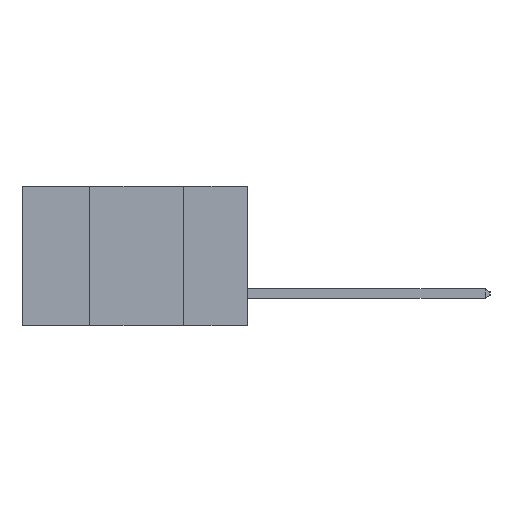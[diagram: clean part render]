
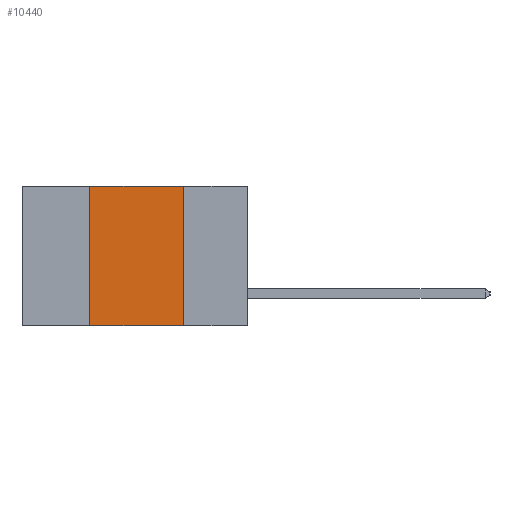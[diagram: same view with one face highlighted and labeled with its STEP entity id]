
A CAD part, left-side view. The second image highlights one B-rep face of the part: STEP entity #10440.
In plain terms, the highlighted planar face has unit normal (-1, 0, 0).
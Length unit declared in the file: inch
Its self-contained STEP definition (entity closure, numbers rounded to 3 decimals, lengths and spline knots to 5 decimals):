
#217 = VERTEX_POINT ( 'NONE', #2327 ) ;
#236 = DIRECTION ( 'NONE',  ( 0., 0., -1. ) ) ;
#272 = DIRECTION ( 'NONE',  ( 1., 0., 0. ) ) ;
#366 = PLANE ( 'NONE',  #17425 ) ;
#541 = CARTESIAN_POINT ( 'NONE',  ( 0., 0.6, 0. ) ) ;
#602 = VERTEX_POINT ( 'NONE', #21083 ) ;
#1235 = EDGE_LOOP ( 'NONE', ( #22363, #18694, #22928, #7794 ) ) ;
#1882 = CARTESIAN_POINT ( 'NONE',  ( 0., 0.17, -0.37 ) ) ;
#2327 = CARTESIAN_POINT ( 'NONE',  ( 0., 0.42, 0. ) ) ;
#3152 = DIRECTION ( 'NONE',  ( 0., -1., 0. ) ) ;
#5900 = CARTESIAN_POINT ( 'NONE',  ( 0., 0.42, -0.37 ) ) ;
#7133 = LINE ( 'NONE', #8800, #15503 ) ;
#7794 = ORIENTED_EDGE ( 'NONE', *, *, #16607, .T. ) ;
#8800 = CARTESIAN_POINT ( 'NONE',  ( 0., 0.6, 0. ) ) ;
#9496 = EDGE_CURVE ( 'NONE', #14340, #217, #20822, .T. ) ;
#10440 = ADVANCED_FACE ( 'NONE', ( #23790 ), #366, .F. ) ;
#11168 = VECTOR ( 'NONE', #15431, 39.37008 ) ;
#11219 = DIRECTION ( 'NONE',  ( 0., 0., 1. ) ) ;
#11375 = CARTESIAN_POINT ( 'NONE',  ( 0., 0.42, -0.37 ) ) ;
#11749 = VECTOR ( 'NONE', #3152, 39.37008 ) ;
#12333 = LINE ( 'NONE', #16620, #11749 ) ;
#12366 = LINE ( 'NONE', #1882, #11168 ) ;
#14340 = VERTEX_POINT ( 'NONE', #5900 ) ;
#15431 = DIRECTION ( 'NONE',  ( 0., 0., -1. ) ) ;
#15503 = VECTOR ( 'NONE', #18183, 39.37008 ) ;
#15960 = VECTOR ( 'NONE', #11219, 39.37008 ) ;
#16607 = EDGE_CURVE ( 'NONE', #14340, #602, #12333, .T. ) ;
#16620 = CARTESIAN_POINT ( 'NONE',  ( 0., 0.6, -0.37 ) ) ;
#17425 = AXIS2_PLACEMENT_3D ( 'NONE', #541, #272, #236 ) ;
#17538 = EDGE_CURVE ( 'NONE', #217, #19972, #7133, .T. ) ;
#18183 = DIRECTION ( 'NONE',  ( 0., -1., 0. ) ) ;
#18694 = ORIENTED_EDGE ( 'NONE', *, *, #17538, .F. ) ;
#19972 = VERTEX_POINT ( 'NONE', #22970 ) ;
#20448 = EDGE_CURVE ( 'NONE', #19972, #602, #12366, .T. ) ;
#20822 = LINE ( 'NONE', #11375, #15960 ) ;
#21083 = CARTESIAN_POINT ( 'NONE',  ( 0., 0.17, -0.37 ) ) ;
#22363 = ORIENTED_EDGE ( 'NONE', *, *, #20448, .F. ) ;
#22928 = ORIENTED_EDGE ( 'NONE', *, *, #9496, .F. ) ;
#22970 = CARTESIAN_POINT ( 'NONE',  ( 0., 0.17, 0. ) ) ;
#23790 = FACE_OUTER_BOUND ( 'NONE', #1235, .T. ) ;
